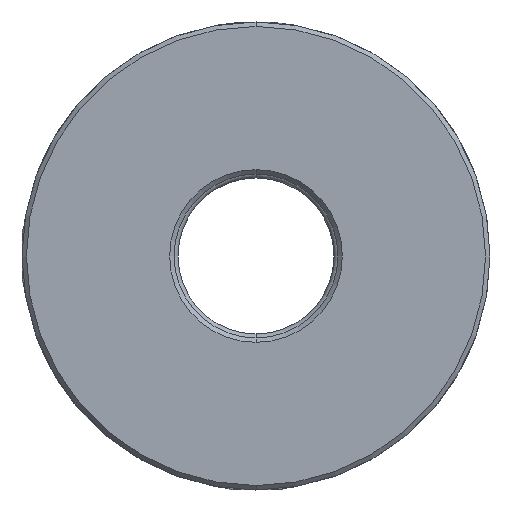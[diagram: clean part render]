
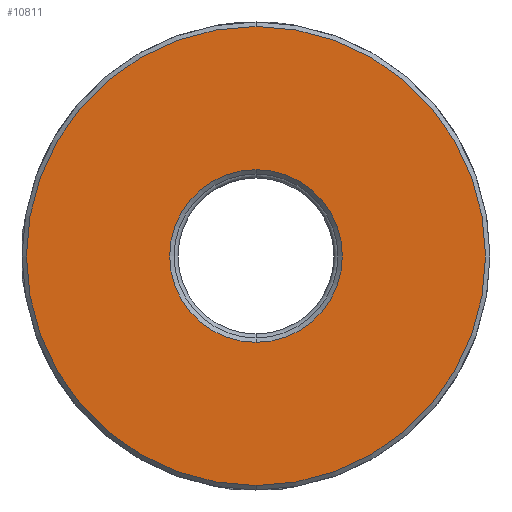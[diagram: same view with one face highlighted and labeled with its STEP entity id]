
A CAD part, left-side view. The second image highlights one B-rep face of the part: STEP entity #10811.
In plain terms, the highlighted planar face has unit normal (-1, 0, 0).
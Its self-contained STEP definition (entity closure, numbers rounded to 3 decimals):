
#31 = EDGE_CURVE ( 'NONE', #9442, #9441, #2008, .T. ) ;
#33 = EDGE_CURVE ( 'NONE', #9440, #9439, #2011, .T. ) ;
#239 = ORIENTED_EDGE ( 'NONE', *, *, #11070, .F. ) ;
#240 = ORIENTED_EDGE ( 'NONE', *, *, #31, .F. ) ;
#241 = ORIENTED_EDGE ( 'NONE', *, *, #33, .F. ) ;
#242 = ORIENTED_EDGE ( 'NONE', *, *, #11048, .F. ) ;
#1025 = CARTESIAN_POINT ( 'NONE',  ( -27.5, 0., 0. ) ) ;
#1041 = DIRECTION ( 'NONE',  ( 1., 0., 0. ) ) ;
#1042 = DIRECTION ( 'NONE',  ( 0., 0., -1. ) ) ;
#1045 = CARTESIAN_POINT ( 'NONE',  ( -27.5, 0., 0. ) ) ;
#1046 = DIRECTION ( 'NONE',  ( -1., 0., 0. ) ) ;
#1047 = DIRECTION ( 'NONE',  ( 0., 0., -1. ) ) ;
#1744 = AXIS2_PLACEMENT_3D ( 'NONE', #1025, #1041, #1042 ) ;
#1745 = AXIS2_PLACEMENT_3D ( 'NONE', #1045, #1046, #1047 ) ;
#2008 = CIRCLE ( 'NONE', #1744, 19.619 ) ;
#2011 = CIRCLE ( 'NONE', #1745, 7.381 ) ;
#4950 = CARTESIAN_POINT ( 'NONE',  ( -27.5, 0., 7.381 ) ) ;
#4951 = CARTESIAN_POINT ( 'NONE',  ( -27.5, 0., -7.381 ) ) ;
#4952 = CARTESIAN_POINT ( 'NONE',  ( -27.5, 0., 19.619 ) ) ;
#4953 = CARTESIAN_POINT ( 'NONE',  ( -27.5, 0., -19.619 ) ) ;
#6744 = FACE_OUTER_BOUND ( 'NONE', #9788, .T. ) ;
#6747 = FACE_BOUND ( 'NONE', #9785, .T. ) ;
#7139 = CIRCLE ( 'NONE', #8817, 7.381 ) ;
#7174 = CIRCLE ( 'NONE', #8830, 19.619 ) ;
#7385 = CARTESIAN_POINT ( 'NONE',  ( -27.5, 0., 0. ) ) ;
#7386 = PLANE ( 'NONE',  #7968 ) ;
#7388 = DIRECTION ( 'NONE',  ( -1., 0., 0. ) ) ;
#7389 = DIRECTION ( 'NONE',  ( 0., 0., -1. ) ) ;
#7968 = AXIS2_PLACEMENT_3D ( 'NONE', #7385, #7388, #7389 ) ;
#8700 = CARTESIAN_POINT ( 'NONE',  ( -27.5, 0., 0. ) ) ;
#8706 = DIRECTION ( 'NONE',  ( -1., 0., 0. ) ) ;
#8707 = DIRECTION ( 'NONE',  ( 0., 0., -1. ) ) ;
#8817 = AXIS2_PLACEMENT_3D ( 'NONE', #8700, #8706, #8707 ) ;
#8830 = AXIS2_PLACEMENT_3D ( 'NONE', #8890, #8893, #8894 ) ;
#8890 = CARTESIAN_POINT ( 'NONE',  ( -27.5, 0., 0. ) ) ;
#8893 = DIRECTION ( 'NONE',  ( 1., 0., 0. ) ) ;
#8894 = DIRECTION ( 'NONE',  ( 0., 0., -1. ) ) ;
#9439 = VERTEX_POINT ( 'NONE', #4950 ) ;
#9440 = VERTEX_POINT ( 'NONE', #4951 ) ;
#9441 = VERTEX_POINT ( 'NONE', #4952 ) ;
#9442 = VERTEX_POINT ( 'NONE', #4953 ) ;
#9785 = EDGE_LOOP ( 'NONE', ( #241, #242 ) ) ;
#9788 = EDGE_LOOP ( 'NONE', ( #239, #240 ) ) ;
#10811 = ADVANCED_FACE ( 'NONE', ( #6744, #6747 ), #7386, .T. ) ;
#11048 = EDGE_CURVE ( 'NONE', #9439, #9440, #7139, .T. ) ;
#11070 = EDGE_CURVE ( 'NONE', #9441, #9442, #7174, .T. ) ;
